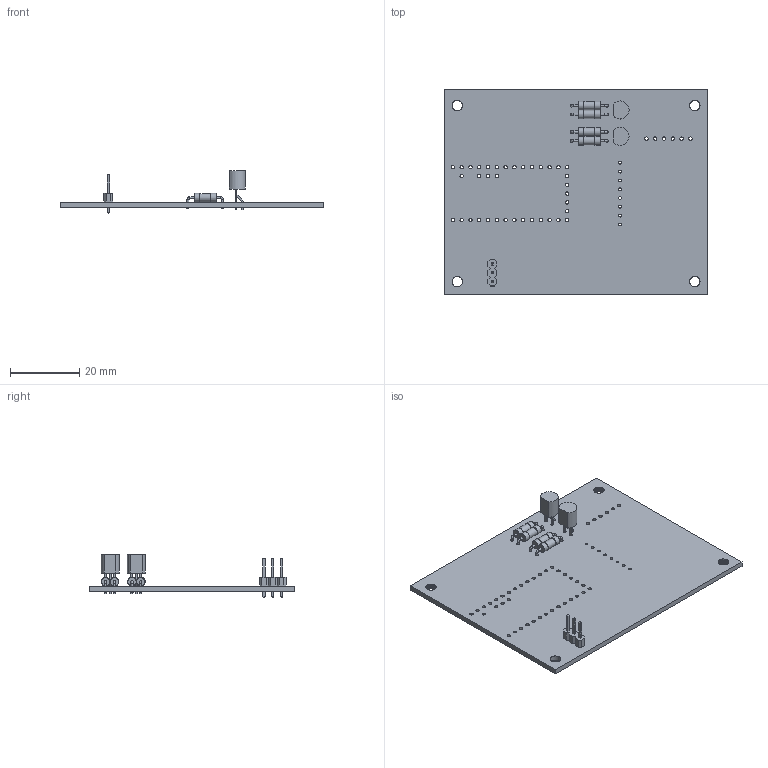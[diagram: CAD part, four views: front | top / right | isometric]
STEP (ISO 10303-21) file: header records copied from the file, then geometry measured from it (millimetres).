
FILE_DESCRIPTION(/* description */ (''),/* implementation_level */ '2;1');
FILE_NAME(/* name */ 'Morphex_V001.step',/* time_stamp */ '2020-04-28T21:40:12+02:00',/* author */ (''),/* organization */ (''),/* preprocessor_version */ 'ST-DEVELOPER v18.1',/* originating_system */ 'Autodesk Translation Framework v9.2.0.1227',/* authorisation */ '');
FILE_SCHEMA (('AUTOMOTIVE_DESIGN { 1 0 10303 214 3 1 1 }'));
Length unit declared in the file: millimetre
Products named in the file (5): Morphex_V001; Packages; 0207/10; SOT54E; 1X03
Assembly tree (8 placements, depth 3):
  Morphex_V001
    Packages
      0207/10  x4
      SOT54E  x2
      1X03
Bounding box: 76.18 x 59.36 x 12.38 mm (x, y, z)
Volume: 7077.8 mm3; surface area: 10443.4 mm2
Topology: 8 solids, 8 shells, 537 faces, 1515 edges, 1014 vertices
Faces by surface type: plane 406, cylinder 99, torus 32
Full cylindrical faces by diameter (mm): 0.6 x16, 0.8 x8, 0.813 x14, 0.965 x37, 1 x6, 1.016 x3, 2.375 x4, 2.5 x8, 3 x1
Entity records: 15320 total; most frequent: CARTESIAN_POINT 2630, ORIENTED_EDGE 2598, DIRECTION 2426, EDGE_CURVE 1299, LINE 1112, VECTOR 1112, VERTEX_POINT 861, AXIS2_PLACEMENT_3D 657
